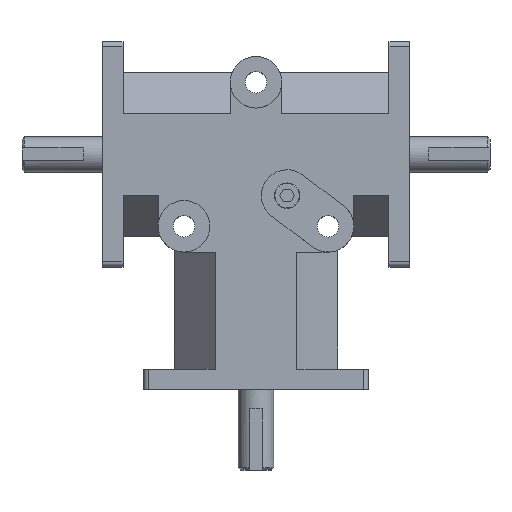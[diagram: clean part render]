
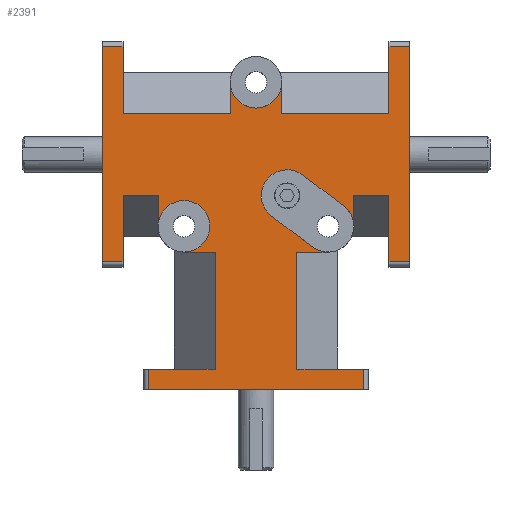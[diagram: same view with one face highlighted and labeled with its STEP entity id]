
A CAD part, top view. The second image highlights one B-rep face of the part: STEP entity #2391.
In plain terms, the highlighted planar face has unit normal (0, 0, 1).
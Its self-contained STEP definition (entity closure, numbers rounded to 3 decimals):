
#113=CIRCLE('',#2553,8.001);
#114=CIRCLE('',#2554,8.001);
#115=CIRCLE('',#2555,8.001);
#116=CIRCLE('',#2556,8.001);
#117=CIRCLE('',#2557,8.001);
#233=FACE_OUTER_BOUND('',#368,.T.);
#368=EDGE_LOOP('',(#1654,#1655,#1656,#1657,#1658,#1659,#1660,#1661,#1662,
#1663,#1664,#1665,#1666,#1667,#1668,#1669,#1670,#1671,#1672,#1673,#1674,
#1675,#1676,#1677,#1678,#1679,#1680,#1681,#1682,#1683,#1684,#1685,#1686,
#1687));
#551=LINE('',#3536,#779);
#554=LINE('',#3545,#782);
#572=LINE('',#3592,#800);
#575=LINE('',#3602,#803);
#578=LINE('',#3609,#806);
#582=LINE('',#3620,#810);
#597=LINE('',#3656,#825);
#598=LINE('',#3658,#826);
#599=LINE('',#3660,#827);
#600=LINE('',#3662,#828);
#601=LINE('',#3664,#829);
#602=LINE('',#3665,#830);
#603=LINE('',#3667,#831);
#604=LINE('',#3671,#832);
#605=LINE('',#3675,#833);
#606=LINE('',#3678,#834);
#607=LINE('',#3680,#835);
#608=LINE('',#3682,#836);
#609=LINE('',#3684,#837);
#610=LINE('',#3686,#838);
#611=LINE('',#3687,#839);
#612=LINE('',#3689,#840);
#613=LINE('',#3692,#841);
#614=LINE('',#3694,#842);
#615=LINE('',#3696,#843);
#616=LINE('',#3698,#844);
#617=LINE('',#3700,#845);
#618=LINE('',#3701,#846);
#619=LINE('',#3703,#847);
#779=VECTOR('',#2795,1.);
#782=VECTOR('',#2802,1.);
#800=VECTOR('',#2836,1.);
#803=VECTOR('',#2843,1.);
#806=VECTOR('',#2848,1.);
#810=VECTOR('',#2856,1.);
#825=VECTOR('',#2887,1.);
#826=VECTOR('',#2888,1.);
#827=VECTOR('',#2889,1.);
#828=VECTOR('',#2890,1.);
#829=VECTOR('',#2891,1.);
#830=VECTOR('',#2892,1.);
#831=VECTOR('',#2893,1.);
#832=VECTOR('',#2896,1.);
#833=VECTOR('',#2899,1.);
#834=VECTOR('',#2902,1.);
#835=VECTOR('',#2903,1.);
#836=VECTOR('',#2904,1.);
#837=VECTOR('',#2905,1.);
#838=VECTOR('',#2906,1.);
#839=VECTOR('',#2907,1.);
#840=VECTOR('',#2908,1.);
#841=VECTOR('',#2911,1.);
#842=VECTOR('',#2912,1.);
#843=VECTOR('',#2913,1.);
#844=VECTOR('',#2914,1.);
#845=VECTOR('',#2915,1.);
#846=VECTOR('',#2916,1.);
#847=VECTOR('',#2917,1.);
#1009=VERTEX_POINT('',#3533);
#1010=VERTEX_POINT('',#3535);
#1013=VERTEX_POINT('',#3542);
#1014=VERTEX_POINT('',#3544);
#1031=VERTEX_POINT('',#3583);
#1035=VERTEX_POINT('',#3590);
#1039=VERTEX_POINT('',#3599);
#1040=VERTEX_POINT('',#3601);
#1041=VERTEX_POINT('',#3605);
#1043=VERTEX_POINT('',#3608);
#1046=VERTEX_POINT('',#3616);
#1048=VERTEX_POINT('',#3619);
#1061=VERTEX_POINT('',#3655);
#1062=VERTEX_POINT('',#3657);
#1063=VERTEX_POINT('',#3659);
#1064=VERTEX_POINT('',#3661);
#1065=VERTEX_POINT('',#3663);
#1066=VERTEX_POINT('',#3666);
#1067=VERTEX_POINT('',#3668);
#1068=VERTEX_POINT('',#3670);
#1069=VERTEX_POINT('',#3672);
#1070=VERTEX_POINT('',#3674);
#1071=VERTEX_POINT('',#3676);
#1072=VERTEX_POINT('',#3679);
#1073=VERTEX_POINT('',#3681);
#1074=VERTEX_POINT('',#3683);
#1075=VERTEX_POINT('',#3685);
#1076=VERTEX_POINT('',#3688);
#1077=VERTEX_POINT('',#3690);
#1078=VERTEX_POINT('',#3693);
#1079=VERTEX_POINT('',#3695);
#1080=VERTEX_POINT('',#3697);
#1081=VERTEX_POINT('',#3699);
#1082=VERTEX_POINT('',#3702);
#1242=EDGE_CURVE('',#1010,#1009,#551,.T.);
#1246=EDGE_CURVE('',#1014,#1013,#554,.T.);
#1268=EDGE_CURVE('',#1031,#1035,#572,.T.);
#1272=EDGE_CURVE('',#1040,#1039,#575,.T.);
#1275=EDGE_CURVE('',#1043,#1041,#578,.T.);
#1280=EDGE_CURVE('',#1048,#1046,#582,.T.);
#1298=EDGE_CURVE('',#1010,#1061,#597,.T.);
#1299=EDGE_CURVE('',#1062,#1009,#598,.T.);
#1300=EDGE_CURVE('',#1063,#1062,#599,.T.);
#1301=EDGE_CURVE('',#1064,#1063,#600,.T.);
#1302=EDGE_CURVE('',#1065,#1064,#601,.T.);
#1303=EDGE_CURVE('',#1043,#1065,#602,.T.);
#1304=EDGE_CURVE('',#1066,#1041,#603,.T.);
#1305=EDGE_CURVE('',#1066,#1067,#113,.T.);
#1306=EDGE_CURVE('',#1067,#1068,#604,.T.);
#1307=EDGE_CURVE('',#1068,#1069,#114,.T.);
#1308=EDGE_CURVE('',#1069,#1070,#605,.T.);
#1309=EDGE_CURVE('',#1070,#1071,#115,.T.);
#1310=EDGE_CURVE('',#1031,#1071,#606,.T.);
#1311=EDGE_CURVE('',#1035,#1072,#607,.T.);
#1312=EDGE_CURVE('',#1073,#1072,#608,.T.);
#1313=EDGE_CURVE('',#1074,#1073,#609,.T.);
#1314=EDGE_CURVE('',#1075,#1074,#610,.T.);
#1315=EDGE_CURVE('',#1014,#1075,#611,.T.);
#1316=EDGE_CURVE('',#1013,#1076,#612,.T.);
#1317=EDGE_CURVE('',#1076,#1077,#116,.T.);
#1318=EDGE_CURVE('',#1040,#1077,#613,.T.);
#1319=EDGE_CURVE('',#1039,#1078,#614,.T.);
#1320=EDGE_CURVE('',#1079,#1078,#615,.T.);
#1321=EDGE_CURVE('',#1080,#1079,#616,.T.);
#1322=EDGE_CURVE('',#1081,#1080,#617,.T.);
#1323=EDGE_CURVE('',#1048,#1081,#618,.T.);
#1324=EDGE_CURVE('',#1046,#1082,#619,.T.);
#1325=EDGE_CURVE('',#1082,#1061,#117,.T.);
#1654=ORIENTED_EDGE('',*,*,#1298,.F.);
#1655=ORIENTED_EDGE('',*,*,#1242,.T.);
#1656=ORIENTED_EDGE('',*,*,#1299,.F.);
#1657=ORIENTED_EDGE('',*,*,#1300,.F.);
#1658=ORIENTED_EDGE('',*,*,#1301,.F.);
#1659=ORIENTED_EDGE('',*,*,#1302,.F.);
#1660=ORIENTED_EDGE('',*,*,#1303,.F.);
#1661=ORIENTED_EDGE('',*,*,#1275,.T.);
#1662=ORIENTED_EDGE('',*,*,#1304,.F.);
#1663=ORIENTED_EDGE('',*,*,#1305,.T.);
#1664=ORIENTED_EDGE('',*,*,#1306,.T.);
#1665=ORIENTED_EDGE('',*,*,#1307,.T.);
#1666=ORIENTED_EDGE('',*,*,#1308,.T.);
#1667=ORIENTED_EDGE('',*,*,#1309,.T.);
#1668=ORIENTED_EDGE('',*,*,#1310,.F.);
#1669=ORIENTED_EDGE('',*,*,#1268,.T.);
#1670=ORIENTED_EDGE('',*,*,#1311,.T.);
#1671=ORIENTED_EDGE('',*,*,#1312,.F.);
#1672=ORIENTED_EDGE('',*,*,#1313,.F.);
#1673=ORIENTED_EDGE('',*,*,#1314,.F.);
#1674=ORIENTED_EDGE('',*,*,#1315,.F.);
#1675=ORIENTED_EDGE('',*,*,#1246,.T.);
#1676=ORIENTED_EDGE('',*,*,#1316,.T.);
#1677=ORIENTED_EDGE('',*,*,#1317,.T.);
#1678=ORIENTED_EDGE('',*,*,#1318,.F.);
#1679=ORIENTED_EDGE('',*,*,#1272,.T.);
#1680=ORIENTED_EDGE('',*,*,#1319,.T.);
#1681=ORIENTED_EDGE('',*,*,#1320,.F.);
#1682=ORIENTED_EDGE('',*,*,#1321,.F.);
#1683=ORIENTED_EDGE('',*,*,#1322,.F.);
#1684=ORIENTED_EDGE('',*,*,#1323,.F.);
#1685=ORIENTED_EDGE('',*,*,#1280,.T.);
#1686=ORIENTED_EDGE('',*,*,#1324,.T.);
#1687=ORIENTED_EDGE('',*,*,#1325,.T.);
#2304=PLANE('',#2552);
#2391=ADVANCED_FACE('',(#233),#2304,.T.);
#2552=AXIS2_PLACEMENT_3D('',#3654,#2885,#2886);
#2553=AXIS2_PLACEMENT_3D('',#3669,#2894,#2895);
#2554=AXIS2_PLACEMENT_3D('',#3673,#2897,#2898);
#2555=AXIS2_PLACEMENT_3D('',#3677,#2900,#2901);
#2556=AXIS2_PLACEMENT_3D('',#3691,#2909,#2910);
#2557=AXIS2_PLACEMENT_3D('',#3704,#2918,#2919);
#2795=DIRECTION('',(0.,-1.,0.));
#2802=DIRECTION('',(-1.,0.,0.));
#2836=DIRECTION('',(1.,0.,0.));
#2843=DIRECTION('',(-1.,0.,0.));
#2848=DIRECTION('',(0.,1.,0.));
#2856=DIRECTION('',(1.,0.,0.));
#2885=DIRECTION('center_axis',(0.,0.,1.));
#2886=DIRECTION('ref_axis',(-1.,0.,0.));
#2887=DIRECTION('',(-1.,0.,0.));
#2888=DIRECTION('',(1.,0.,0.));
#2889=DIRECTION('',(0.,1.,0.));
#2890=DIRECTION('',(-1.,0.,0.));
#2891=DIRECTION('',(0.,-1.,0.));
#2892=DIRECTION('',(1.,0.,0.));
#2893=DIRECTION('',(-1.,0.,0.));
#2894=DIRECTION('center_axis',(0.,0.,-1.));
#2895=DIRECTION('ref_axis',(1.,0.,0.));
#2896=DIRECTION('',(-0.8,0.6,0.));
#2897=DIRECTION('center_axis',(0.,0.,-1.));
#2898=DIRECTION('ref_axis',(1.,0.,0.));
#2899=DIRECTION('',(0.8,-0.6,0.));
#2900=DIRECTION('center_axis',(0.,0.,-1.));
#2901=DIRECTION('ref_axis',(1.,0.,0.));
#2902=DIRECTION('',(0.,-1.,0.));
#2903=DIRECTION('',(0.,-1.,0.));
#2904=DIRECTION('',(-1.,0.,0.));
#2905=DIRECTION('',(0.,-1.,0.));
#2906=DIRECTION('',(1.,0.,0.));
#2907=DIRECTION('',(0.,1.,0.));
#2908=DIRECTION('',(0.,1.,0.));
#2909=DIRECTION('center_axis',(0.,0.,-1.));
#2910=DIRECTION('ref_axis',(1.,0.,0.));
#2911=DIRECTION('',(0.,1.,0.));
#2912=DIRECTION('',(0.,1.,0.));
#2913=DIRECTION('',(1.,0.,0.));
#2914=DIRECTION('',(0.,1.,0.));
#2915=DIRECTION('',(-1.,0.,0.));
#2916=DIRECTION('',(0.,-1.,0.));
#2917=DIRECTION('',(0.,-1.,0.));
#2918=DIRECTION('center_axis',(0.,0.,-1.));
#2919=DIRECTION('ref_axis',(1.,0.,0.));
#3533=CARTESIAN_POINT('',(-12.7,6.35,20.701));
#3535=CARTESIAN_POINT('',(-12.7,42.672,20.701));
#3536=CARTESIAN_POINT('',(-12.7,29.99,20.701));
#3542=CARTESIAN_POINT('',(8.001,85.725,20.701));
#3544=CARTESIAN_POINT('',(41.275,85.725,20.701));
#3545=CARTESIAN_POINT('',(-20.638,85.725,20.701));
#3583=CARTESIAN_POINT('',(30.353,60.325,20.701));
#3590=CARTESIAN_POINT('',(41.275,60.325,20.701));
#3592=CARTESIAN_POINT('',(-20.638,60.325,20.701));
#3599=CARTESIAN_POINT('',(-41.275,85.725,20.701));
#3601=CARTESIAN_POINT('',(-8.001,85.725,20.701));
#3602=CARTESIAN_POINT('',(20.638,85.725,20.701));
#3605=CARTESIAN_POINT('',(12.7,42.672,20.701));
#3608=CARTESIAN_POINT('',(12.7,6.35,20.701));
#3609=CARTESIAN_POINT('',(12.7,29.99,20.701));
#3616=CARTESIAN_POINT('',(-30.353,60.325,20.701));
#3619=CARTESIAN_POINT('',(-41.275,60.325,20.701));
#3620=CARTESIAN_POINT('',(20.638,60.325,20.701));
#3654=CARTESIAN_POINT('Origin',(0.,53.63,20.701));
#3655=CARTESIAN_POINT('',(-22.352,42.672,20.701));
#3656=CARTESIAN_POINT('',(-22.352,42.672,20.701));
#3657=CARTESIAN_POINT('',(-33.401,6.35,20.701));
#3658=CARTESIAN_POINT('',(-12.7,6.35,20.701));
#3659=CARTESIAN_POINT('',(-33.401,0.,20.701));
#3660=CARTESIAN_POINT('',(-33.401,29.99,20.701));
#3661=CARTESIAN_POINT('',(33.401,0.,20.701));
#3662=CARTESIAN_POINT('',(34.925,0.,20.701));
#3663=CARTESIAN_POINT('',(33.401,6.35,20.701));
#3664=CARTESIAN_POINT('',(33.401,26.815,20.701));
#3665=CARTESIAN_POINT('',(34.925,6.35,20.701));
#3666=CARTESIAN_POINT('',(22.352,42.672,20.701));
#3667=CARTESIAN_POINT('',(-22.352,42.672,20.701));
#3668=CARTESIAN_POINT('',(17.551,44.272,20.701));
#3669=CARTESIAN_POINT('Origin',(22.352,50.673,20.701));
#3670=CARTESIAN_POINT('',(4.851,53.797,20.701));
#3671=CARTESIAN_POINT('',(9.719,50.146,20.701));
#3672=CARTESIAN_POINT('',(14.453,66.599,20.701));
#3673=CARTESIAN_POINT('Origin',(9.652,60.198,20.701));
#3674=CARTESIAN_POINT('',(27.153,57.074,20.701));
#3675=CARTESIAN_POINT('',(12.971,67.71,20.701));
#3676=CARTESIAN_POINT('',(30.353,50.673,20.701));
#3677=CARTESIAN_POINT('Origin',(22.352,50.673,20.701));
#3678=CARTESIAN_POINT('',(30.353,50.673,20.701));
#3679=CARTESIAN_POINT('',(41.275,39.624,20.701));
#3680=CARTESIAN_POINT('',(41.275,50.628,20.701));
#3681=CARTESIAN_POINT('',(47.625,39.624,20.701));
#3682=CARTESIAN_POINT('',(20.638,39.624,20.701));
#3683=CARTESIAN_POINT('',(47.625,106.426,20.701));
#3684=CARTESIAN_POINT('',(47.625,107.95,20.701));
#3685=CARTESIAN_POINT('',(41.275,106.426,20.701));
#3686=CARTESIAN_POINT('',(23.813,106.426,20.701));
#3687=CARTESIAN_POINT('',(41.275,98.425,20.701));
#3688=CARTESIAN_POINT('',(8.001,95.377,20.701));
#3689=CARTESIAN_POINT('',(8.001,74.504,20.701));
#3690=CARTESIAN_POINT('',(-8.001,95.377,20.701));
#3691=CARTESIAN_POINT('Origin',(0.,95.377,20.701));
#3692=CARTESIAN_POINT('',(-8.001,95.377,20.701));
#3693=CARTESIAN_POINT('',(-41.275,106.426,20.701));
#3694=CARTESIAN_POINT('',(-41.275,76.028,20.701));
#3695=CARTESIAN_POINT('',(-47.625,106.426,20.701));
#3696=CARTESIAN_POINT('',(-20.638,106.426,20.701));
#3697=CARTESIAN_POINT('',(-47.625,39.624,20.701));
#3698=CARTESIAN_POINT('',(-47.625,107.95,20.701));
#3699=CARTESIAN_POINT('',(-41.275,39.624,20.701));
#3700=CARTESIAN_POINT('',(-23.813,39.624,20.701));
#3701=CARTESIAN_POINT('',(-41.275,47.625,20.701));
#3702=CARTESIAN_POINT('',(-30.353,50.673,20.701));
#3703=CARTESIAN_POINT('',(-30.353,52.152,20.701));
#3704=CARTESIAN_POINT('Origin',(-22.352,50.673,20.701));
